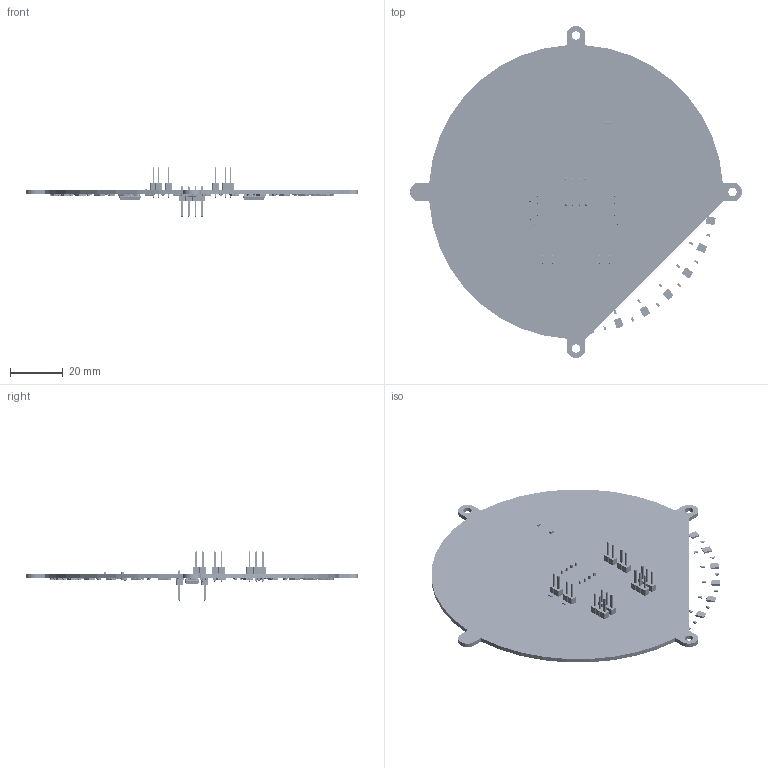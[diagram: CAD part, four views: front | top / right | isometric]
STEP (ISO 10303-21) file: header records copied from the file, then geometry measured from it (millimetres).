
FILE_DESCRIPTION(('KiCad electronic assembly'),'2;1');
FILE_NAME('l1.step','2025-01-25T12:59:48',('Pcbnew'),('Kicad'), 'Open CASCADE STEP processor 7.7','KiCad to STEP converter','Unknown' );
FILE_SCHEMA(('AUTOMOTIVE_DESIGN { 1 0 10303 214 1 1 1 1 }'));
Length unit declared in the file: millimetre
Products named in the file (20): l1 1; PinHeader_1x03_P2.54mm_Vertical; PinHeader_1x03_P254mm_Vertical; C0603; PinHeader_1x02_P2.54mm_Vertical; PinHeader_1x02_P254mm_Vertical; R0603; Resistor_0603_Text; led0603; LED_0603 v5; led2835; Document; PinHeader_1x04_P2.54mm_Vertical; PinHeader_1x04_P254mm_Vertical; Resonator_SMD_Murata_CSTxExxV-3Pin_3.0x1.1mm; muRata_CSTxExxV; SSOP-24_5.3x8.2mm_P0.65mm; SSOP_24_53x82mm_P065mm; l1_PCB
Assembly tree (144 placements, depth 3):
  l1 1
    PinHeader_1x03_P2.54mm_Vertical  x4
      PinHeader_1x03_P254mm_Vertical
    C0603  x18
      C0603
    PinHeader_1x02_P2.54mm_Vertical  x4
      PinHeader_1x02_P254mm_Vertical
    R0603  x40
      Resistor_0603_Text
    led0603  x32
      LED_0603 v5
    led2835  x30
      Document
    PinHeader_1x04_P2.54mm_Vertical  x2
      PinHeader_1x04_P254mm_Vertical
    Resonator_SMD_Murata_CSTxExxV-3Pin_3.0x1.1mm  x2
      muRata_CSTxExxV
    SSOP-24_5.3x8.2mm_P0.65mm  x2
      SSOP_24_53x82mm_P065mm
    l1_PCB
Bounding box: 126.4 x 126.4 x 18.78 mm (x, y, z)
Volume: 15830.4 mm3; surface area: 23834.7 mm2
Topology: 633 solids, 663 shells, 21451 faces, 54411 edges, 33670 vertices
Faces by surface type: plane 9179, cylinder 4368, bspline 3232, extrusion 2720, sphere 1056, torus 896
Full cylindrical faces by diameter (mm): 0.03 x96, 0.112 x32, 0.115 x32, 0.5 x2, 1 x28, 3.2 x3
Entity records: 47444 total; most frequent: CARTESIAN_POINT 9281, ORIENTED_EDGE 6936, DIRECTION 6161, EDGE_CURVE 3469, VECTOR 2375, LINE 2307, VERTEX_POINT 2170, AXIS2_PLACEMENT_3D 1893
